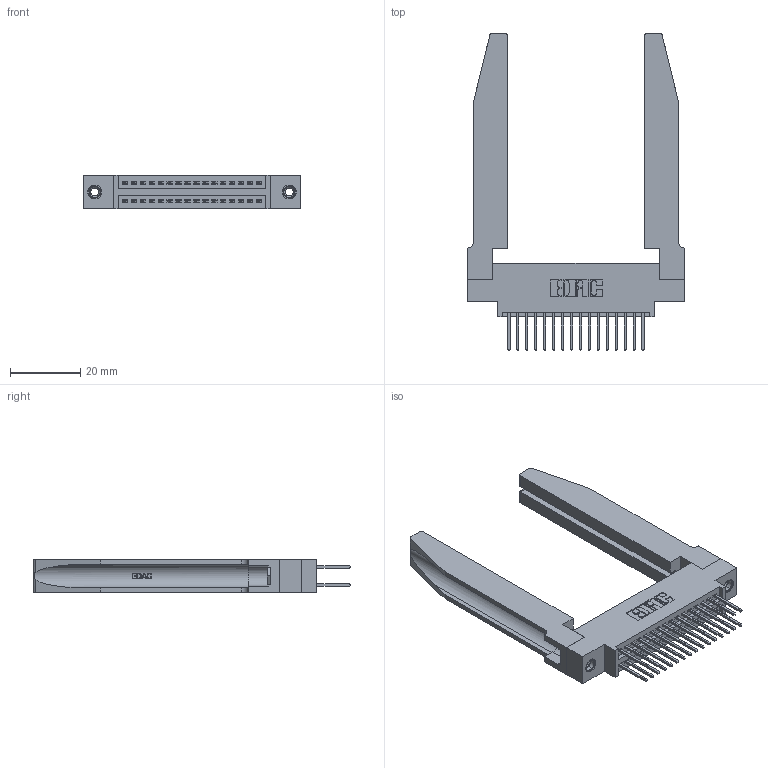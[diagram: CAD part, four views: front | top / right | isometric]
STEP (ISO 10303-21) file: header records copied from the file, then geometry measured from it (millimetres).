
FILE_DESCRIPTION (( 'STEP AP203' ), '1' );
FILE_NAME ('395-032-523-878.STEP', '2019-10-17T15:42:25', ( '' ), ( '' ), 'SwSTEP 2.0', 'SolidWorks 2016', '' );
FILE_SCHEMA (( 'CONFIG_CONTROL_DESIGN' ));
Length unit declared in the file: inch
Products named in the file (5): 345-220-078_345-220-078; 395-032-523-878; 345-250-001_345-250-001-102; 345 Part_0.170 Offset - 0.156 Dia-TH; 345-292-001_345-293-123
Assembly tree (37 placements, depth 2):
  395-032-523-878
    345 Part_0.170 Offset - 0.156 Dia-TH
    345-292-001_345-293-123  x32
    345-250-001_345-250-001-102  x2
    345-220-078_345-220-078  x2
Bounding box: 61.87 x 90.09 x 9.4 mm (x, y, z)
Volume: 13491.8 mm3; surface area: 15229.8 mm2
Topology: 37 solids, 37 shells, 1964 faces, 5729 edges, 3766 vertices
Faces by surface type: plane 1282, cylinder 630, bspline 36, cone 12, torus 4
Entity records: 20944 total; most frequent: CARTESIAN_POINT 4455, ORIENTED_EDGE 3286, DIRECTION 2953, EDGE_CURVE 1643, LINE 1353, VECTOR 1353, VERTEX_POINT 1088, AXIS2_PLACEMENT_3D 800
